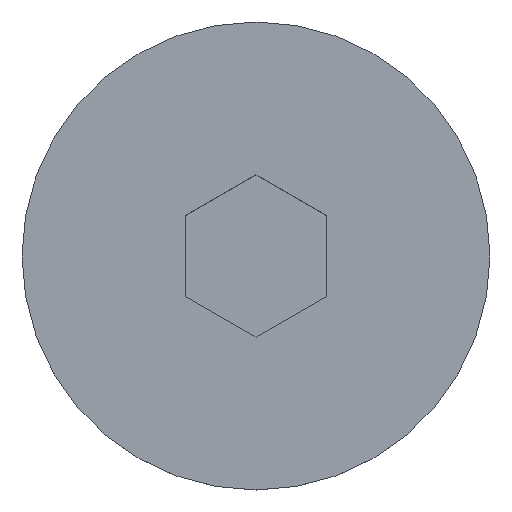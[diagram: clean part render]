
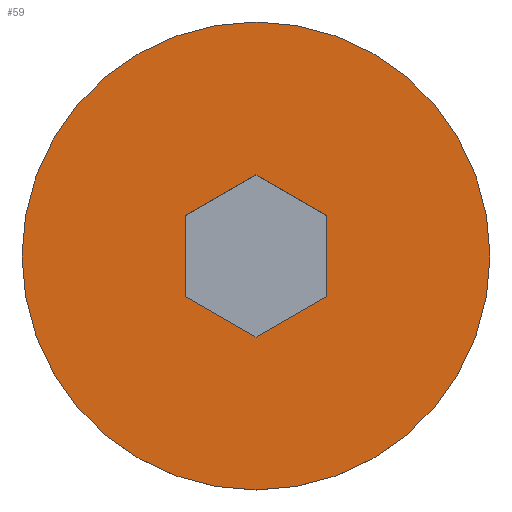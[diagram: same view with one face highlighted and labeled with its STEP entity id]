
A CAD part, top view. The second image highlights one B-rep face of the part: STEP entity #59.
In plain terms, the highlighted planar face has unit normal (0, 0, 1).
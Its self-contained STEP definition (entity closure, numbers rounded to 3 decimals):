
#16 = CARTESIAN_POINT ( 'NONE',  ( 2.5, 0., 0. ) ) ;
#28 = CARTESIAN_POINT ( 'NONE',  ( 0., 0., 0. ) ) ;
#31 = AXIS2_PLACEMENT_3D ( 'NONE', #16, #321, #447 ) ;
#34 = ORIENTED_EDGE ( 'NONE', *, *, #467, .T. ) ;
#37 = VECTOR ( 'NONE', #461, 1000. ) ;
#39 = EDGE_LOOP ( 'NONE', ( #279, #455 ) ) ;
#50 = PLANE ( 'NONE',  #31 ) ;
#52 = VECTOR ( 'NONE', #235, 1000. ) ;
#54 = CARTESIAN_POINT ( 'NONE',  ( -1.5, -0.866, 0. ) ) ;
#57 = CARTESIAN_POINT ( 'NONE',  ( 1.5, 0.866, 0. ) ) ;
#59 = ADVANCED_FACE ( 'NONE', ( #225, #364 ), #50, .T. ) ;
#60 = LINE ( 'NONE', #378, #239 ) ;
#63 = VERTEX_POINT ( 'NONE', #87 ) ;
#68 = CARTESIAN_POINT ( 'NONE',  ( 0., 0., 0. ) ) ;
#84 = DIRECTION ( 'NONE',  ( 0.866, -0.5, 0. ) ) ;
#86 = LINE ( 'NONE', #197, #127 ) ;
#87 = CARTESIAN_POINT ( 'NONE',  ( 0., -1.732, 0. ) ) ;
#99 = AXIS2_PLACEMENT_3D ( 'NONE', #28, #184, #146 ) ;
#100 = CARTESIAN_POINT ( 'NONE',  ( 0., 1.732, 0. ) ) ;
#107 = DIRECTION ( 'NONE',  ( 0., 1., 0. ) ) ;
#109 = CARTESIAN_POINT ( 'NONE',  ( 1.5, -0.866, 0. ) ) ;
#127 = VECTOR ( 'NONE', #227, 1000. ) ;
#132 = VECTOR ( 'NONE', #137, 1000. ) ;
#136 = VERTEX_POINT ( 'NONE', #141 ) ;
#137 = DIRECTION ( 'NONE',  ( 0.866, 0.5, 0. ) ) ;
#141 = CARTESIAN_POINT ( 'NONE',  ( -5., 0., 0. ) ) ;
#146 = DIRECTION ( 'NONE',  ( 1., 0., 0. ) ) ;
#152 = LINE ( 'NONE', #109, #37 ) ;
#157 = LINE ( 'NONE', #471, #52 ) ;
#159 = ORIENTED_EDGE ( 'NONE', *, *, #441, .T. ) ;
#170 = VERTEX_POINT ( 'NONE', #54 ) ;
#184 = DIRECTION ( 'NONE',  ( 0., 0., -1. ) ) ;
#195 = VERTEX_POINT ( 'NONE', #57 ) ;
#197 = CARTESIAN_POINT ( 'NONE',  ( -1.5, -0.866, 0. ) ) ;
#209 = CARTESIAN_POINT ( 'NONE',  ( 1.5, -0.866, 0. ) ) ;
#225 = FACE_BOUND ( 'NONE', #430, .T. ) ;
#227 = DIRECTION ( 'NONE',  ( -0.866, 0.5, 0. ) ) ;
#229 = VERTEX_POINT ( 'NONE', #420 ) ;
#235 = DIRECTION ( 'NONE',  ( 0., -1., 0. ) ) ;
#239 = VECTOR ( 'NONE', #107, 1000. ) ;
#242 = ORIENTED_EDGE ( 'NONE', *, *, #261, .T. ) ;
#243 = EDGE_CURVE ( 'NONE', #170, #479, #60, .T. ) ;
#248 = AXIS2_PLACEMENT_3D ( 'NONE', #68, #382, #355 ) ;
#252 = EDGE_CURVE ( 'NONE', #136, #331, #255, .T. ) ;
#255 = CIRCLE ( 'NONE', #99, 5. ) ;
#261 = EDGE_CURVE ( 'NONE', #491, #63, #152, .T. ) ;
#279 = ORIENTED_EDGE ( 'NONE', *, *, #295, .F. ) ;
#295 = EDGE_CURVE ( 'NONE', #331, #136, #472, .T. ) ;
#301 = ORIENTED_EDGE ( 'NONE', *, *, #407, .T. ) ;
#318 = ORIENTED_EDGE ( 'NONE', *, *, #462, .T. ) ;
#321 = DIRECTION ( 'NONE',  ( 0., 0., 1. ) ) ;
#322 = LINE ( 'NONE', #100, #132 ) ;
#331 = VERTEX_POINT ( 'NONE', #428 ) ;
#355 = DIRECTION ( 'NONE',  ( 1., 0., 0. ) ) ;
#364 = FACE_OUTER_BOUND ( 'NONE', #39, .T. ) ;
#378 = CARTESIAN_POINT ( 'NONE',  ( -1.5, 0.866, 0. ) ) ;
#382 = DIRECTION ( 'NONE',  ( 0., 0., -1. ) ) ;
#395 = CARTESIAN_POINT ( 'NONE',  ( 1.5, 0.866, 0. ) ) ;
#403 = CARTESIAN_POINT ( 'NONE',  ( -1.5, 0.866, 0. ) ) ;
#407 = EDGE_CURVE ( 'NONE', #229, #195, #408, .T. ) ;
#408 = LINE ( 'NONE', #395, #415 ) ;
#415 = VECTOR ( 'NONE', #84, 1000. ) ;
#420 = CARTESIAN_POINT ( 'NONE',  ( 0., 1.732, 0. ) ) ;
#428 = CARTESIAN_POINT ( 'NONE',  ( 5., 0., 0. ) ) ;
#430 = EDGE_LOOP ( 'NONE', ( #34, #242, #159, #431, #318, #301 ) ) ;
#431 = ORIENTED_EDGE ( 'NONE', *, *, #243, .T. ) ;
#441 = EDGE_CURVE ( 'NONE', #63, #170, #86, .T. ) ;
#447 = DIRECTION ( 'NONE',  ( 1., 0., 0. ) ) ;
#455 = ORIENTED_EDGE ( 'NONE', *, *, #252, .F. ) ;
#461 = DIRECTION ( 'NONE',  ( -0.866, -0.5, 0. ) ) ;
#462 = EDGE_CURVE ( 'NONE', #479, #229, #322, .T. ) ;
#467 = EDGE_CURVE ( 'NONE', #195, #491, #157, .T. ) ;
#471 = CARTESIAN_POINT ( 'NONE',  ( 1.5, -0.866, 0. ) ) ;
#472 = CIRCLE ( 'NONE', #248, 5. ) ;
#479 = VERTEX_POINT ( 'NONE', #403 ) ;
#491 = VERTEX_POINT ( 'NONE', #209 ) ;
